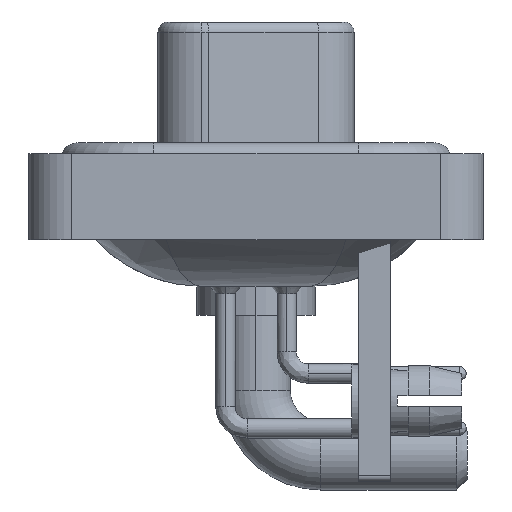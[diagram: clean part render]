
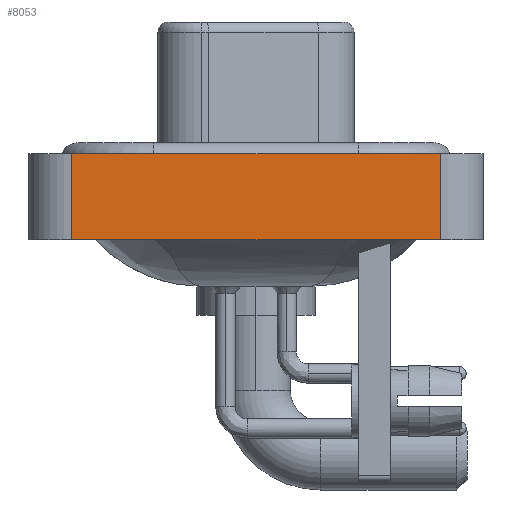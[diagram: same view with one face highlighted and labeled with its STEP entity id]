
A CAD part, left-side view. The second image highlights one B-rep face of the part: STEP entity #8053.
In plain terms, the highlighted planar face has unit normal (-1, 0, 0).
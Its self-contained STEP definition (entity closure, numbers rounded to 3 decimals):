
#16 = FACE_OUTER_BOUND ( 'NONE', #3422, .T. ) ;
#75 = VECTOR ( 'NONE', #87, 1000. ) ;
#87 = DIRECTION ( 'NONE',  ( 0., -1., 0. ) ) ;
#701 = DIRECTION ( 'NONE',  ( 0., -1., 0. ) ) ;
#1628 = LINE ( 'NONE', #11568, #6254 ) ;
#2725 = EDGE_CURVE ( 'NONE', #13825, #11503, #13324, .T. ) ;
#3061 = DIRECTION ( 'NONE',  ( 0., 0., 1. ) ) ;
#3180 = ORIENTED_EDGE ( 'NONE', *, *, #19486, .T. ) ;
#3422 = EDGE_LOOP ( 'NONE', ( #3180, #17022, #23340, #24461 ) ) ;
#3497 = CARTESIAN_POINT ( 'NONE',  ( -7.25, -8.55, -3.6 ) ) ;
#3635 = CARTESIAN_POINT ( 'NONE',  ( -7.25, -8.55, 0.4 ) ) ;
#4231 = EDGE_CURVE ( 'NONE', #15431, #7555, #6190, .T. ) ;
#6190 = LINE ( 'NONE', #19753, #75 ) ;
#6254 = VECTOR ( 'NONE', #3061, 1000. ) ;
#7555 = VERTEX_POINT ( 'NONE', #3497 ) ;
#8053 = ADVANCED_FACE ( 'NONE', ( #16 ), #23148, .T. ) ;
#11358 = AXIS2_PLACEMENT_3D ( 'NONE', #17353, #23525, #17483 ) ;
#11503 = VERTEX_POINT ( 'NONE', #17715 ) ;
#11568 = CARTESIAN_POINT ( 'NONE',  ( -7.25, 8.55, -3.6 ) ) ;
#12143 = DIRECTION ( 'NONE',  ( 0., 0., 1. ) ) ;
#13324 = LINE ( 'NONE', #3635, #24143 ) ;
#13825 = VERTEX_POINT ( 'NONE', #21311 ) ;
#15147 = EDGE_CURVE ( 'NONE', #15431, #13825, #1628, .T. ) ;
#15305 = VECTOR ( 'NONE', #12143, 1000. ) ;
#15431 = VERTEX_POINT ( 'NONE', #20642 ) ;
#15735 = LINE ( 'NONE', #21890, #15305 ) ;
#17022 = ORIENTED_EDGE ( 'NONE', *, *, #2725, .F. ) ;
#17353 = CARTESIAN_POINT ( 'NONE',  ( -7.25, -8.55, -3.6 ) ) ;
#17483 = DIRECTION ( 'NONE',  ( 0., 0., 1. ) ) ;
#17715 = CARTESIAN_POINT ( 'NONE',  ( -7.25, -8.55, 0.4 ) ) ;
#19486 = EDGE_CURVE ( 'NONE', #7555, #11503, #15735, .T. ) ;
#19753 = CARTESIAN_POINT ( 'NONE',  ( -7.25, -8.55, -3.6 ) ) ;
#20642 = CARTESIAN_POINT ( 'NONE',  ( -7.25, 8.55, -3.6 ) ) ;
#21311 = CARTESIAN_POINT ( 'NONE',  ( -7.25, 8.55, 0.4 ) ) ;
#21890 = CARTESIAN_POINT ( 'NONE',  ( -7.25, -8.55, -3.6 ) ) ;
#23148 = PLANE ( 'NONE',  #11358 ) ;
#23340 = ORIENTED_EDGE ( 'NONE', *, *, #15147, .F. ) ;
#23525 = DIRECTION ( 'NONE',  ( -1., 0., 0. ) ) ;
#24143 = VECTOR ( 'NONE', #701, 1000. ) ;
#24461 = ORIENTED_EDGE ( 'NONE', *, *, #4231, .T. ) ;
